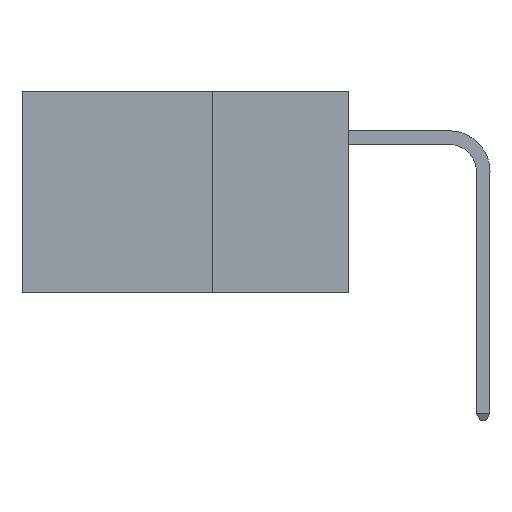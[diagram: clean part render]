
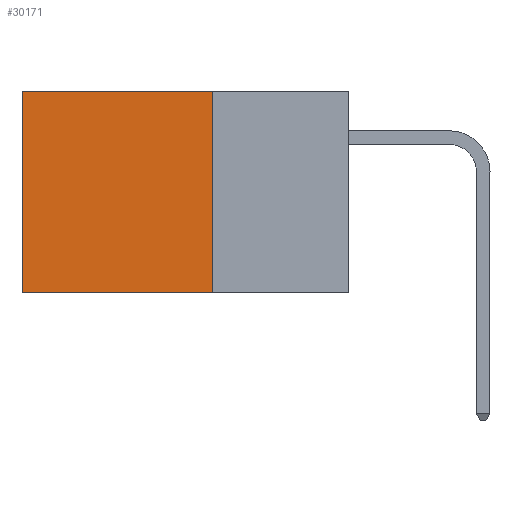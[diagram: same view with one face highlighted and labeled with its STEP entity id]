
A CAD part, left-side view. The second image highlights one B-rep face of the part: STEP entity #30171.
In plain terms, the highlighted planar face has unit normal (-1, 0, 0).
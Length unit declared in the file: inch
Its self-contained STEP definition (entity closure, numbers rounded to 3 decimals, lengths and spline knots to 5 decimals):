
#415 = AXIS2_PLACEMENT_3D ( 'NONE', #14647, #28102, #8700 ) ;
#2791 = ORIENTED_EDGE ( 'NONE', *, *, #14274, .F. ) ;
#3017 = DIRECTION ( 'NONE',  ( 0., 0., -1. ) ) ;
#4947 = LINE ( 'NONE', #5486, #32706 ) ;
#5486 = CARTESIAN_POINT ( 'NONE',  ( 0.2875, 0.6, 0. ) ) ;
#7022 = VECTOR ( 'NONE', #10815, 39.37008 ) ;
#7389 = DIRECTION ( 'NONE',  ( 0., 0., -1. ) ) ;
#8700 = DIRECTION ( 'NONE',  ( 0., 0., -1. ) ) ;
#10815 = DIRECTION ( 'NONE',  ( 0., 1., 0. ) ) ;
#13273 = VERTEX_POINT ( 'NONE', #33167 ) ;
#13625 = EDGE_CURVE ( 'NONE', #33154, #32029, #26445, .T. ) ;
#14274 = EDGE_CURVE ( 'NONE', #13273, #33154, #33328, .T. ) ;
#14647 = CARTESIAN_POINT ( 'NONE',  ( 0.2875, 0.25, 0. ) ) ;
#14945 = FACE_OUTER_BOUND ( 'NONE', #30778, .T. ) ;
#17128 = CARTESIAN_POINT ( 'NONE',  ( 0.2875, 0.6, -0.37 ) ) ;
#18152 = CARTESIAN_POINT ( 'NONE',  ( 0.2875, 0.25, -0.37 ) ) ;
#18774 = CARTESIAN_POINT ( 'NONE',  ( 0.2875, 0.6, 0. ) ) ;
#18819 = CARTESIAN_POINT ( 'NONE',  ( 0.2875, 0.25, 0. ) ) ;
#20409 = ORIENTED_EDGE ( 'NONE', *, *, #31215, .T. ) ;
#20949 = DIRECTION ( 'NONE',  ( 0., 1., 0. ) ) ;
#22888 = PLANE ( 'NONE',  #415 ) ;
#23895 = EDGE_CURVE ( 'NONE', #31763, #32029, #4947, .T. ) ;
#24317 = VECTOR ( 'NONE', #20949, 39.37008 ) ;
#25592 = ORIENTED_EDGE ( 'NONE', *, *, #13625, .F. ) ;
#26445 = LINE ( 'NONE', #18152, #24317 ) ;
#27406 = CARTESIAN_POINT ( 'NONE',  ( 0.2875, 0.25, 0. ) ) ;
#28102 = DIRECTION ( 'NONE',  ( 1., 0., 0. ) ) ;
#28834 = ORIENTED_EDGE ( 'NONE', *, *, #23895, .T. ) ;
#30171 = ADVANCED_FACE ( 'NONE', ( #14945 ), #22888, .F. ) ;
#30778 = EDGE_LOOP ( 'NONE', ( #28834, #25592, #2791, #20409 ) ) ;
#31215 = EDGE_CURVE ( 'NONE', #13273, #31763, #31743, .T. ) ;
#31743 = LINE ( 'NONE', #27406, #7022 ) ;
#31763 = VERTEX_POINT ( 'NONE', #18774 ) ;
#32029 = VERTEX_POINT ( 'NONE', #17128 ) ;
#32706 = VECTOR ( 'NONE', #3017, 39.37008 ) ;
#32726 = CARTESIAN_POINT ( 'NONE',  ( 0.2875, 0.25, -0.37 ) ) ;
#33154 = VERTEX_POINT ( 'NONE', #32726 ) ;
#33167 = CARTESIAN_POINT ( 'NONE',  ( 0.2875, 0.25, 0. ) ) ;
#33328 = LINE ( 'NONE', #18819, #35057 ) ;
#35057 = VECTOR ( 'NONE', #7389, 39.37008 ) ;
